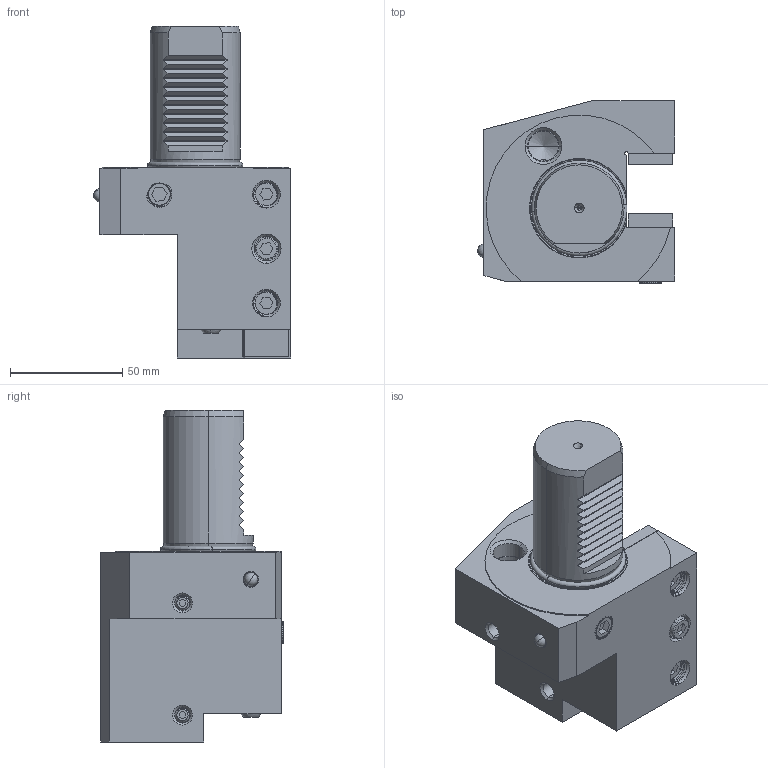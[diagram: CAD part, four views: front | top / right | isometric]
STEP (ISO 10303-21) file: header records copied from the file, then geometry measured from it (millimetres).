
FILE_DESCRIPTION (( 'STEP AP203' ), '1' );
FILE_NAME ('409.41.25.STEP', '2016-11-28T09:29:57', ( '' ), ( '' ), 'SwSTEP 2.0', 'SolidWorks 2012', '' );
FILE_SCHEMA (( 'CONFIG_CONTROL_DESIGN' ));
Products named in the file (14): M8尖頭螺絲; M6x12; 84x20x5; 72.5x20x6; VDI40    C1; 管螺文螺絲; 2-441010041A7止水鉚珠; 409.41.25; 皿頭_M4xP0.7x8L; O型環38.7; M12平頭螺絲; 18x7.8; M6x25; 2-44100006N4出水銅嘴
Assembly tree (15 placements, depth 2):
  409.41.25
    VDI40    C1
    72.5x20x6
    84x20x5
    M6x12
    M8尖頭螺絲  x2
    M6x25
    2-44100006N4出水銅嘴
    M12平頭螺絲  x2
    18x7.8
    O型環38.7
    皿頭_M4xP0.7x8L
    管螺文螺絲
    2-441010041A7止水鉚珠
Bounding box: 87.87 x 81.5 x 148 mm (x, y, z)
Volume: 416643.3 mm3; surface area: 73644.6 mm2
Topology: 33 solids, 33 shells, 799 faces, 2033 edges, 1297 vertices
Faces by surface type: cylinder 334, cone 225, plane 145, bspline 74, torus 17, sphere 4
Entity records: 86413 total; most frequent: CARTESIAN_POINT 69721, ORIENTED_EDGE 3582, DIRECTION 2660, EDGE_CURVE 1791, VERTEX_POINT 1145, AXIS2_PLACEMENT_3D 983, EDGE_LOOP 756, ADVANCED_FACE 719
